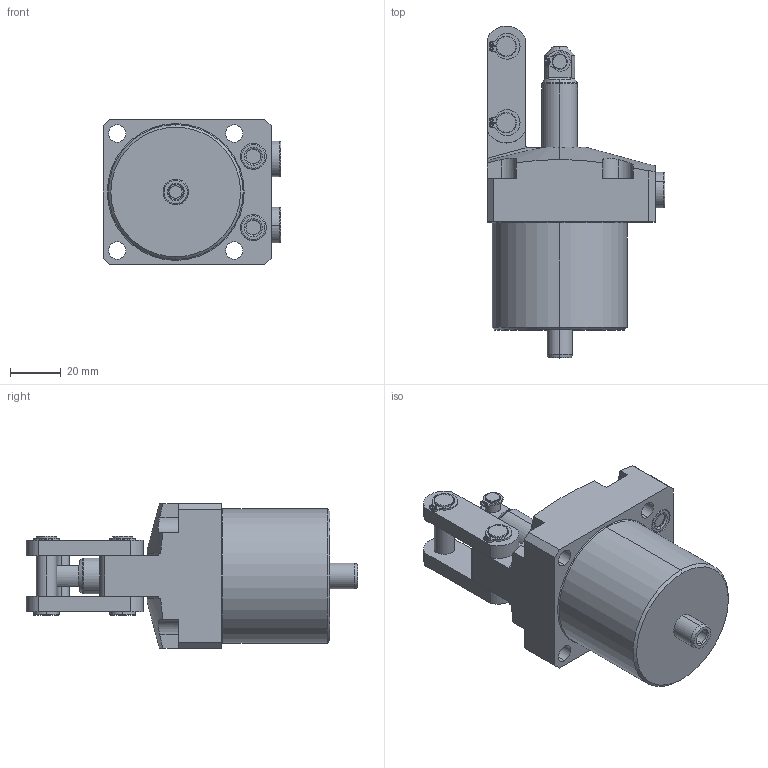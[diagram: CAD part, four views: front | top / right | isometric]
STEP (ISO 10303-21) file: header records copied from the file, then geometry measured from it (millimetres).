
FILE_DESCRIPTION (( 'STEP AP203' ), '1' );
FILE_NAME ('CLU06-FE.step', '2014-10-03T01:52:14', ( 'pascal' ), ( 'Hewlett-Packard Company' ), 'SwSTEP 2.0', 'SolidWorks 2012', '' );
FILE_SCHEMA (( 'CONFIG_CONTROL_DESIGN' ));
Length unit declared in the file: millimetre
Products named in the file (5): CLU06-FE; CLU06-E_LINK; CLU06-E_PLUG; CLU06-FE_BODY; CLU06-E_ROD
Assembly tree (5 placements, depth 2):
  CLU06-FE
    CLU06-FE_BODY
    CLU06-E_ROD
    CLU06-E_LINK
    CLU06-E_PLUG  x2
Bounding box: 69.8 x 130.5 x 57 mm (x, y, z)
Volume: 202665.6 mm3; surface area: 37971.6 mm2
Topology: 5 solids, 7 shells, 299 faces, 703 edges, 448 vertices
Faces by surface type: cylinder 124, plane 116, torus 34, cone 25
Entity records: 8888 total; most frequent: CARTESIAN_POINT 1672, DIRECTION 1509, ORIENTED_EDGE 1314, EDGE_CURVE 657, AXIS2_PLACEMENT_3D 605, VERTEX_POINT 420, EDGE_LOOP 327, CIRCLE 320
